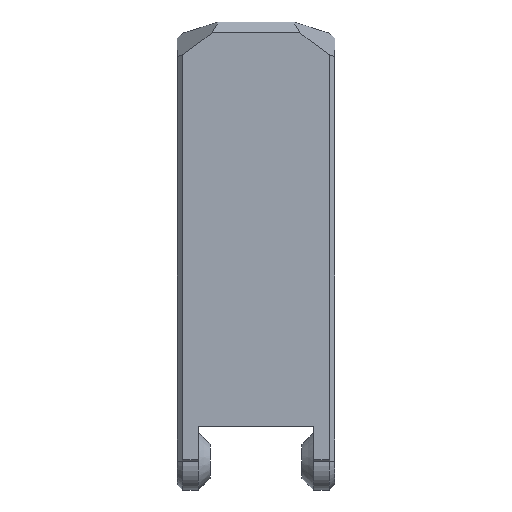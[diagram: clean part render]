
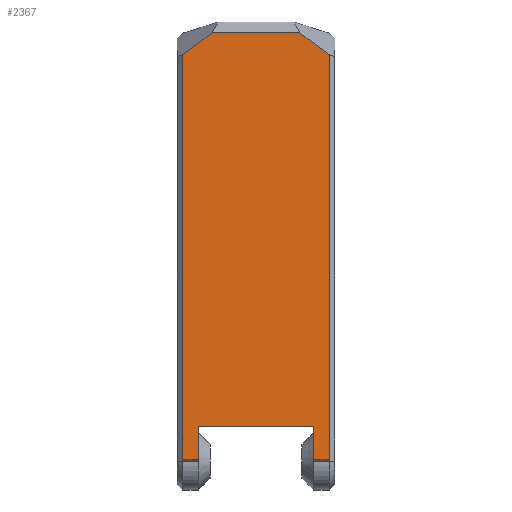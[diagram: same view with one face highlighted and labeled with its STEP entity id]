
A CAD part, front view. The second image highlights one B-rep face of the part: STEP entity #2367.
In plain terms, the highlighted planar face has unit normal (0, -1, 0).
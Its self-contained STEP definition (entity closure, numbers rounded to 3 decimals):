
#136=PLANE('',#2530);
#190=LINE('',#3541,#455);
#193=LINE('',#3547,#458);
#224=LINE('',#3630,#489);
#294=LINE('',#4299,#559);
#316=LINE('',#4344,#581);
#318=LINE('',#4348,#583);
#319=LINE('',#4350,#584);
#320=LINE('',#4352,#585);
#321=LINE('',#4354,#586);
#322=LINE('',#4355,#587);
#455=VECTOR('',#2640,10.);
#458=VECTOR('',#2645,10.);
#489=VECTOR('',#2716,10.);
#559=VECTOR('',#2846,10.);
#581=VECTOR('',#2892,10.);
#583=VECTOR('',#2896,10.);
#584=VECTOR('',#2897,10.);
#585=VECTOR('',#2898,10.);
#586=VECTOR('',#2899,10.);
#587=VECTOR('',#2900,10.);
#777=FACE_OUTER_BOUND('',#917,.T.);
#917=EDGE_LOOP('',(#1907,#1908,#1909,#1910,#1911,#1912,#1913,#1914,#1915,
#1916));
#1045=VERTEX_POINT('',#3537);
#1047=VERTEX_POINT('',#3540);
#1049=VERTEX_POINT('',#3546);
#1080=VERTEX_POINT('',#3627);
#1081=VERTEX_POINT('',#3629);
#1140=VERTEX_POINT('',#4343);
#1141=VERTEX_POINT('',#4347);
#1142=VERTEX_POINT('',#4349);
#1143=VERTEX_POINT('',#4351);
#1144=VERTEX_POINT('',#4353);
#1267=EDGE_CURVE('',#1047,#1045,#190,.T.);
#1270=EDGE_CURVE('',#1047,#1049,#193,.T.);
#1310=EDGE_CURVE('',#1081,#1080,#224,.T.);
#1394=EDGE_CURVE('',#1045,#1081,#294,.T.);
#1416=EDGE_CURVE('',#1049,#1140,#316,.T.);
#1418=EDGE_CURVE('',#1080,#1141,#318,.T.);
#1419=EDGE_CURVE('',#1142,#1141,#319,.T.);
#1420=EDGE_CURVE('',#1143,#1142,#320,.T.);
#1421=EDGE_CURVE('',#1144,#1143,#321,.T.);
#1422=EDGE_CURVE('',#1144,#1140,#322,.T.);
#1907=ORIENTED_EDGE('',*,*,#1418,.T.);
#1908=ORIENTED_EDGE('',*,*,#1419,.F.);
#1909=ORIENTED_EDGE('',*,*,#1420,.F.);
#1910=ORIENTED_EDGE('',*,*,#1421,.F.);
#1911=ORIENTED_EDGE('',*,*,#1422,.T.);
#1912=ORIENTED_EDGE('',*,*,#1416,.F.);
#1913=ORIENTED_EDGE('',*,*,#1270,.F.);
#1914=ORIENTED_EDGE('',*,*,#1267,.T.);
#1915=ORIENTED_EDGE('',*,*,#1394,.T.);
#1916=ORIENTED_EDGE('',*,*,#1310,.T.);
#2367=ADVANCED_FACE('',(#777),#136,.T.);
#2530=AXIS2_PLACEMENT_3D('',#4346,#2894,#2895);
#2640=DIRECTION('',(1.,0.,0.));
#2645=DIRECTION('',(0.,0.,1.));
#2716=DIRECTION('',(-0.803,0.,0.596));
#2846=DIRECTION('',(0.,0.,1.));
#2892=DIRECTION('',(-1.,0.,0.));
#2894=DIRECTION('center_axis',(0.,-1.,0.));
#2895=DIRECTION('ref_axis',(1.,0.,0.));
#2896=DIRECTION('',(-1.,0.,0.));
#2897=DIRECTION('',(0.803,0.,0.596));
#2898=DIRECTION('',(0.,0.,1.));
#2899=DIRECTION('',(-1.,0.,0.));
#2900=DIRECTION('',(0.,0.,1.));
#3537=CARTESIAN_POINT('',(80.206,9.095,-10.9));
#3540=CARTESIAN_POINT('',(74.206,9.095,-10.9));
#3541=CARTESIAN_POINT('',(82.206,9.095,-10.9));
#3546=CARTESIAN_POINT('',(74.206,9.095,2.));
#3547=CARTESIAN_POINT('',(74.206,9.095,-22.4));
#3627=CARTESIAN_POINT('',(68.953,9.095,152.));
#3629=CARTESIAN_POINT('',(80.206,9.095,143.653));
#3630=CARTESIAN_POINT('',(117.72,9.095,115.826));
#4299=CARTESIAN_POINT('',(80.206,9.095,107.));
#4343=CARTESIAN_POINT('',(30.206,9.095,2.));
#4344=CARTESIAN_POINT('',(22.206,9.095,2.));
#4346=CARTESIAN_POINT('Origin',(22.206,9.095,0.));
#4347=CARTESIAN_POINT('',(35.46,9.095,152.));
#4348=CARTESIAN_POINT('',(82.206,9.095,152.));
#4349=CARTESIAN_POINT('',(24.206,9.095,143.653));
#4350=CARTESIAN_POINT('',(-13.307,9.095,115.826));
#4351=CARTESIAN_POINT('',(24.206,9.095,-10.9));
#4352=CARTESIAN_POINT('',(24.206,9.095,107.));
#4353=CARTESIAN_POINT('',(30.206,9.095,-10.9));
#4354=CARTESIAN_POINT('',(22.206,9.095,-10.9));
#4355=CARTESIAN_POINT('',(30.206,9.095,-22.4));
